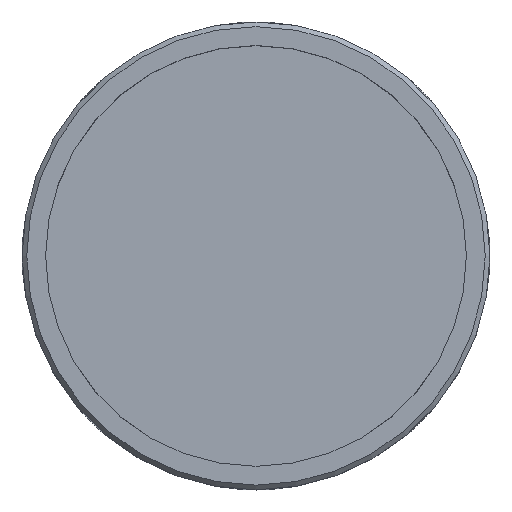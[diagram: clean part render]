
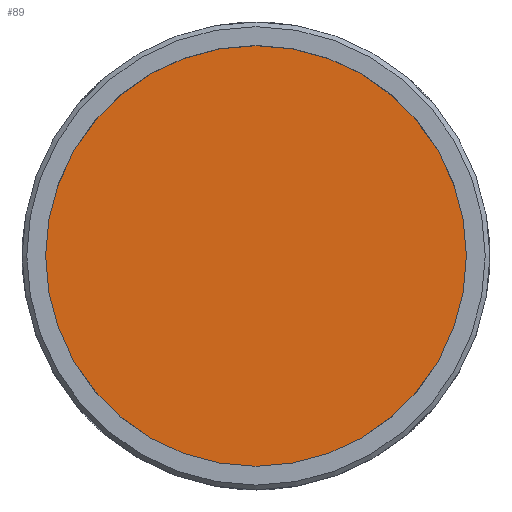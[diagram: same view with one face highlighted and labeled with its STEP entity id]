
A CAD part, top view. The second image highlights one B-rep face of the part: STEP entity #89.
In plain terms, the highlighted planar face has unit normal (0, 0, 1).
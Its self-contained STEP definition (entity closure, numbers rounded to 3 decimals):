
#89 = ADVANCED_FACE( '', ( #148 ), #149, .F. );
#148 = FACE_OUTER_BOUND( '', #207, .T. );
#149 = PLANE( '', #208 );
#207 = EDGE_LOOP( '', ( #294 ) );
#208 = AXIS2_PLACEMENT_3D( '', #295, #296, #297 );
#294 = ORIENTED_EDGE( '', *, *, #314, .F. );
#295 = CARTESIAN_POINT( '', ( 0., 0., 755. ) );
#296 = DIRECTION( '', ( 0., 0., -1. ) );
#297 = DIRECTION( '', ( 1., 0., 0. ) );
#314 = EDGE_CURVE( '', #352, #352, #353, .T. );
#352 = VERTEX_POINT( '', #1152 );
#353 = CIRCLE( '', #1153, 44.7 );
#1152 = CARTESIAN_POINT( '', ( -44.7, 0., 755. ) );
#1153 = AXIS2_PLACEMENT_3D( '', #1428, #1429, #1430 );
#1428 = CARTESIAN_POINT( '', ( 0., 0., 755. ) );
#1429 = DIRECTION( '', ( 0., 0., -1. ) );
#1430 = DIRECTION( '', ( -1., 0., 0. ) );
